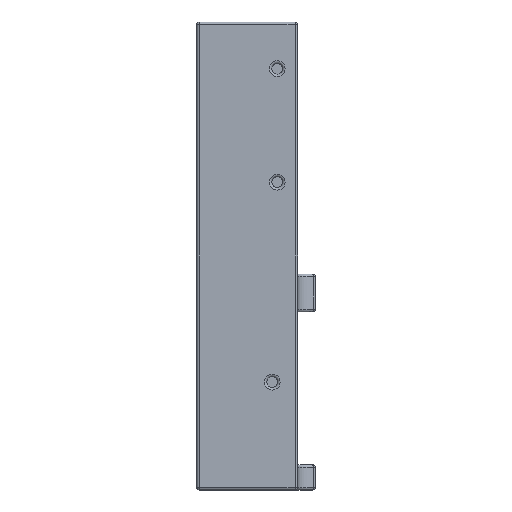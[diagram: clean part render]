
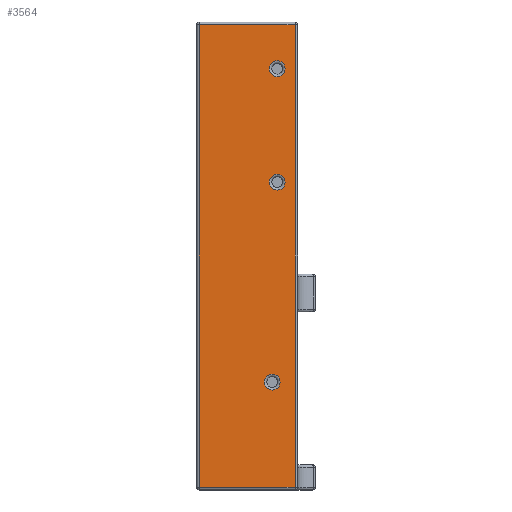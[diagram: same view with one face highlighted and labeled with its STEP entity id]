
A CAD part, left-side view. The second image highlights one B-rep face of the part: STEP entity #3564.
In plain terms, the highlighted planar face has unit normal (-1, 0, 0).
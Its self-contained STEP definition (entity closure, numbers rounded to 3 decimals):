
#188=FACE_BOUND('',#917,.T.);
#189=FACE_BOUND('',#918,.T.);
#190=FACE_BOUND('',#919,.T.);
#231=LINE('',#5944,#419);
#232=LINE('',#5946,#420);
#233=LINE('',#5948,#421);
#234=LINE('',#5949,#422);
#419=VECTOR('',#4594,10.);
#420=VECTOR('',#4595,10.);
#421=VECTOR('',#4596,10.);
#422=VECTOR('',#4597,10.);
#589=PLANE('',#3889);
#655=FACE_OUTER_BOUND('',#916,.T.);
#916=EDGE_LOOP('',(#2495,#2496,#2497,#2498));
#917=EDGE_LOOP('',(#2499));
#918=EDGE_LOOP('',(#2500));
#919=EDGE_LOOP('',(#2501));
#1208=CIRCLE('',#3886,3.15);
#1211=CIRCLE('',#3890,3.15);
#1212=CIRCLE('',#3891,3.15);
#1556=VERTEX_POINT('',#5936);
#1558=VERTEX_POINT('',#5942);
#1559=VERTEX_POINT('',#5943);
#1560=VERTEX_POINT('',#5945);
#1561=VERTEX_POINT('',#5947);
#1562=VERTEX_POINT('',#5950);
#1563=VERTEX_POINT('',#5952);
#1890=EDGE_CURVE('',#1556,#1556,#1208,.T.);
#1893=EDGE_CURVE('',#1558,#1559,#231,.T.);
#1894=EDGE_CURVE('',#1560,#1558,#232,.T.);
#1895=EDGE_CURVE('',#1561,#1560,#233,.T.);
#1896=EDGE_CURVE('',#1559,#1561,#234,.T.);
#1897=EDGE_CURVE('',#1562,#1562,#1211,.T.);
#1898=EDGE_CURVE('',#1563,#1563,#1212,.T.);
#2495=ORIENTED_EDGE('',*,*,#1893,.F.);
#2496=ORIENTED_EDGE('',*,*,#1894,.F.);
#2497=ORIENTED_EDGE('',*,*,#1895,.F.);
#2498=ORIENTED_EDGE('',*,*,#1896,.F.);
#2499=ORIENTED_EDGE('',*,*,#1897,.F.);
#2500=ORIENTED_EDGE('',*,*,#1898,.F.);
#2501=ORIENTED_EDGE('',*,*,#1890,.F.);
#3564=ADVANCED_FACE('',(#655,#188,#189,#190),#589,.T.);
#3886=AXIS2_PLACEMENT_3D('',#5937,#4586,#4587);
#3889=AXIS2_PLACEMENT_3D('',#5941,#4592,#4593);
#3890=AXIS2_PLACEMENT_3D('',#5951,#4598,#4599);
#3891=AXIS2_PLACEMENT_3D('',#5953,#4600,#4601);
#4586=DIRECTION('center_axis',(-1.,0.,0.));
#4587=DIRECTION('ref_axis',(0.,0.,-1.));
#4592=DIRECTION('center_axis',(-1.,0.,0.));
#4593=DIRECTION('ref_axis',(0.,-1.,0.));
#4594=DIRECTION('',(0.,1.,0.));
#4595=DIRECTION('',(0.,0.,-1.));
#4596=DIRECTION('',(0.,-1.,0.));
#4597=DIRECTION('',(0.,0.,1.));
#4598=DIRECTION('center_axis',(-1.,0.,0.));
#4599=DIRECTION('ref_axis',(0.,0.,-1.));
#4600=DIRECTION('center_axis',(-1.,0.,0.));
#4601=DIRECTION('ref_axis',(0.,0.,-1.));
#5936=CARTESIAN_POINT('',(0.,-29.9,45.974));
#5937=CARTESIAN_POINT('Origin',(0.,-29.9,42.824));
#5941=CARTESIAN_POINT('Origin',(0.,0.,0.));
#5942=CARTESIAN_POINT('',(0.,-39.,1.));
#5943=CARTESIAN_POINT('',(0.,-1.,1.));
#5944=CARTESIAN_POINT('',(0.,-10.,1.));
#5945=CARTESIAN_POINT('',(0.,-39.,184.7));
#5946=CARTESIAN_POINT('',(0.,-39.,0.));
#5947=CARTESIAN_POINT('',(0.,-1.,184.7));
#5948=CARTESIAN_POINT('',(0.,-10.,184.7));
#5949=CARTESIAN_POINT('',(0.,-1.,0.));
#5950=CARTESIAN_POINT('',(0.,-31.9,170.278));
#5951=CARTESIAN_POINT('Origin',(0.,-31.9,167.128));
#5952=CARTESIAN_POINT('',(0.,-31.9,125.306));
#5953=CARTESIAN_POINT('Origin',(0.,-31.9,122.156));
